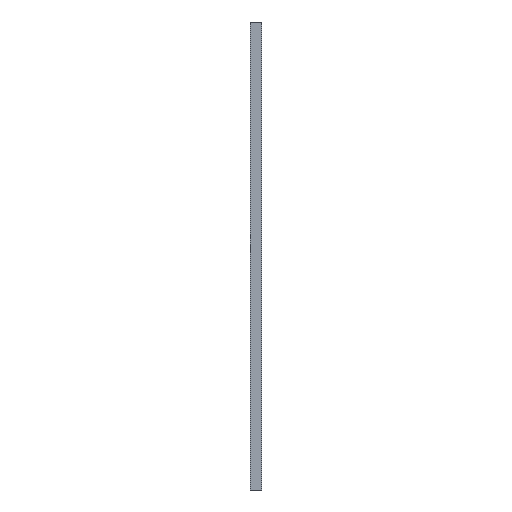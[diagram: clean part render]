
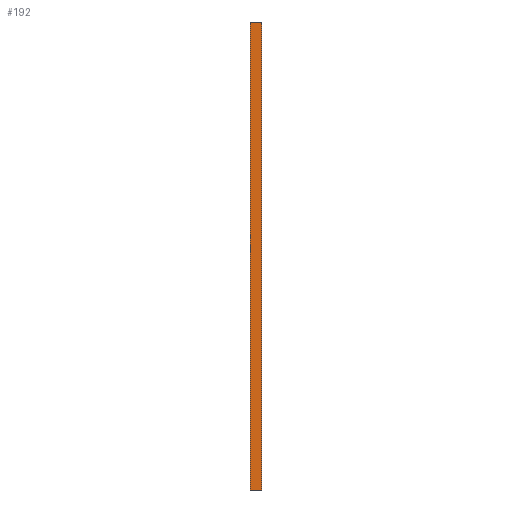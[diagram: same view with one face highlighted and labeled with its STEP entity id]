
A CAD part, left-side view. The second image highlights one B-rep face of the part: STEP entity #192.
In plain terms, the highlighted planar face has unit normal (-1, 0, 0).
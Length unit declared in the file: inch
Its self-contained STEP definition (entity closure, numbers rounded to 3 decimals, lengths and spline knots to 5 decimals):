
#31 = EDGE_CURVE ( 'NONE', #655, #657, #463, .T. ) ;
#75 = LINE ( 'NONE', #915, #77 ) ;
#77 = VECTOR ( 'NONE', #120, 39.37008 ) ;
#99 = CARTESIAN_POINT ( 'NONE',  ( 0., 0.125, 0. ) ) ;
#120 = DIRECTION ( 'NONE',  ( 0., 0., 1. ) ) ;
#124 = EDGE_CURVE ( 'NONE', #653, #657, #386, .T. ) ;
#139 = EDGE_CURVE ( 'NONE', #638, #655, #384, .T. ) ;
#183 = CARTESIAN_POINT ( 'NONE',  ( 0., 0., 0. ) ) ;
#192 = ADVANCED_FACE ( 'NONE', ( #359 ), #1014, .F. ) ;
#228 = DIRECTION ( 'NONE',  ( 0., 0., 1. ) ) ;
#250 = AXIS2_PLACEMENT_3D ( 'NONE', #290, #1088, #557 ) ;
#253 = CARTESIAN_POINT ( 'NONE',  ( 0., 0.125, -5. ) ) ;
#290 = CARTESIAN_POINT ( 'NONE',  ( 0., 0.125, 0. ) ) ;
#348 = CARTESIAN_POINT ( 'NONE',  ( 0., 0.125, -5. ) ) ;
#359 = FACE_OUTER_BOUND ( 'NONE', #931, .T. ) ;
#366 = VECTOR ( 'NONE', #1005, 39.37008 ) ;
#379 = VECTOR ( 'NONE', #1061, 39.37008 ) ;
#384 = LINE ( 'NONE', #253, #366 ) ;
#386 = LINE ( 'NONE', #430, #379 ) ;
#430 = CARTESIAN_POINT ( 'NONE',  ( 0., 0.125, 0. ) ) ;
#457 = VECTOR ( 'NONE', #228, 39.37008 ) ;
#463 = LINE ( 'NONE', #590, #457 ) ;
#557 = DIRECTION ( 'NONE',  ( 0., 0., -1. ) ) ;
#565 = ORIENTED_EDGE ( 'NONE', *, *, #924, .F. ) ;
#590 = CARTESIAN_POINT ( 'NONE',  ( 0., 0., 0. ) ) ;
#638 = VERTEX_POINT ( 'NONE', #348 ) ;
#653 = VERTEX_POINT ( 'NONE', #99 ) ;
#655 = VERTEX_POINT ( 'NONE', #707 ) ;
#657 = VERTEX_POINT ( 'NONE', #183 ) ;
#707 = CARTESIAN_POINT ( 'NONE',  ( 0., 0., -5. ) ) ;
#854 = ORIENTED_EDGE ( 'NONE', *, *, #31, .T. ) ;
#902 = ORIENTED_EDGE ( 'NONE', *, *, #139, .T. ) ;
#915 = CARTESIAN_POINT ( 'NONE',  ( 0., 0.125, 0. ) ) ;
#924 = EDGE_CURVE ( 'NONE', #638, #653, #75, .T. ) ;
#931 = EDGE_LOOP ( 'NONE', ( #854, #1051, #565, #902 ) ) ;
#1005 = DIRECTION ( 'NONE',  ( 0., -1., 0. ) ) ;
#1014 = PLANE ( 'NONE',  #250 ) ;
#1051 = ORIENTED_EDGE ( 'NONE', *, *, #124, .F. ) ;
#1061 = DIRECTION ( 'NONE',  ( 0., -1., 0. ) ) ;
#1088 = DIRECTION ( 'NONE',  ( 1., 0., 0. ) ) ;
